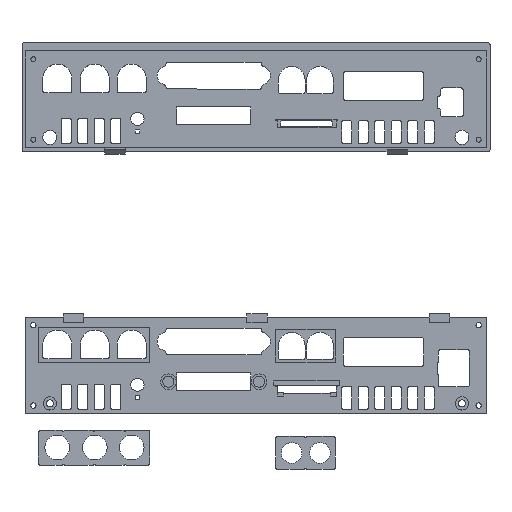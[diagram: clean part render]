
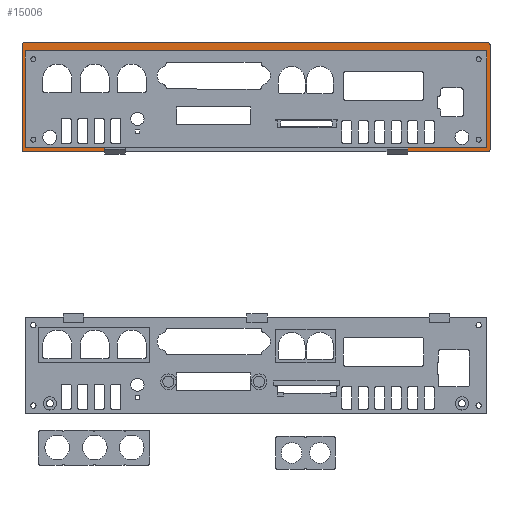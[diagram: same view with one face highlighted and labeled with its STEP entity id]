
A CAD part, top view. The second image highlights one B-rep face of the part: STEP entity #15006.
In plain terms, the highlighted planar face has unit normal (0, 0, 1).
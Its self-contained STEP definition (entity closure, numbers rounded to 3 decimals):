
#14851=CARTESIAN_POINT('',(425.041,67.965,2.));
#14852=VERTEX_POINT('',#14851);
#14859=CARTESIAN_POINT('',(463.5,67.965,2.));
#14860=VERTEX_POINT('',#14859);
#14861=CARTESIAN_POINT('',(463.5,67.965,2.));
#14862=DIRECTION('',(-1.,0.,0.));
#14863=VECTOR('',#14862,38.459);
#14864=LINE('',#14861,#14863);
#14865=EDGE_CURVE('',#14860,#14852,#14864,.T.);
#14876=CARTESIAN_POINT('',(238.,66.,2.));
#14877=DIRECTION('',(0.,0.,1.));
#14878=DIRECTION('',(1.,0.,0.));
#14879=AXIS2_PLACEMENT_3D('',#14876,#14877,#14878);
#14880=PLANE('',#14879);
#14881=CARTESIAN_POINT('',(239.5,114.965,2.));
#14882=VERTEX_POINT('',#14881);
#14883=CARTESIAN_POINT('',(463.5,114.965,2.));
#14884=VERTEX_POINT('',#14883);
#14885=CARTESIAN_POINT('',(239.5,114.965,2.));
#14886=DIRECTION('',(1.,0.,0.));
#14887=VECTOR('',#14886,224.);
#14888=LINE('',#14885,#14887);
#14889=EDGE_CURVE('',#14882,#14884,#14888,.T.);
#14890=ORIENTED_EDGE('',*,*,#14889,.T.);
#14891=CARTESIAN_POINT('',(463.5,114.965,2.));
#14892=DIRECTION('',(0.,-1.,0.));
#14893=VECTOR('',#14892,47.);
#14894=LINE('',#14891,#14893);
#14895=EDGE_CURVE('',#14884,#14860,#14894,.T.);
#14896=ORIENTED_EDGE('',*,*,#14895,.T.);
#14897=ORIENTED_EDGE('',*,*,#14865,.T.);
#14898=CARTESIAN_POINT('',(425.041,66.,2.));
#14899=VERTEX_POINT('',#14898);
#14900=CARTESIAN_POINT('',(425.041,66.,2.));
#14901=DIRECTION('',(0.,1.,0.));
#14902=VECTOR('',#14901,1.965);
#14903=LINE('',#14900,#14902);
#14904=EDGE_CURVE('',#14899,#14852,#14903,.T.);
#14905=ORIENTED_EDGE('',*,*,#14904,.F.);
#14906=CARTESIAN_POINT('',(464.,66.,2.));
#14907=VERTEX_POINT('',#14906);
#14908=CARTESIAN_POINT('',(464.,66.,2.));
#14909=DIRECTION('',(-1.,0.,0.));
#14910=VECTOR('',#14909,38.959);
#14911=LINE('',#14908,#14910);
#14912=EDGE_CURVE('',#14907,#14899,#14911,.T.);
#14913=ORIENTED_EDGE('',*,*,#14912,.F.);
#14914=CARTESIAN_POINT('',(465.,67.,2.));
#14915=VERTEX_POINT('',#14914);
#14916=CARTESIAN_POINT('',(464.,67.,2.));
#14917=DIRECTION('',(0.,0.,1.));
#14918=DIRECTION('',(1.,0.,-0.));
#14919=AXIS2_PLACEMENT_3D('',#14916,#14917,#14918);
#14920=CIRCLE('',#14919,1.);
#14921=EDGE_CURVE('',#14907,#14915,#14920,.T.);
#14922=ORIENTED_EDGE('',*,*,#14921,.T.);
#14923=CARTESIAN_POINT('',(465.,118.,2.));
#14924=VERTEX_POINT('',#14923);
#14925=CARTESIAN_POINT('',(465.,118.,2.));
#14926=DIRECTION('',(0.,-1.,0.));
#14927=VECTOR('',#14926,51.);
#14928=LINE('',#14925,#14927);
#14929=EDGE_CURVE('',#14924,#14915,#14928,.T.);
#14930=ORIENTED_EDGE('',*,*,#14929,.F.);
#14931=CARTESIAN_POINT('',(464.,119.,2.));
#14932=VERTEX_POINT('',#14931);
#14933=CARTESIAN_POINT('',(464.,118.,2.));
#14934=DIRECTION('',(0.,0.,1.));
#14935=DIRECTION('',(1.,0.,-0.));
#14936=AXIS2_PLACEMENT_3D('',#14933,#14934,#14935);
#14937=CIRCLE('',#14936,1.);
#14938=EDGE_CURVE('',#14924,#14932,#14937,.T.);
#14939=ORIENTED_EDGE('',*,*,#14938,.T.);
#14940=CARTESIAN_POINT('',(239.,119.,2.));
#14941=VERTEX_POINT('',#14940);
#14942=CARTESIAN_POINT('',(239.,119.,2.));
#14943=DIRECTION('',(1.,0.,-0.));
#14944=VECTOR('',#14943,225.);
#14945=LINE('',#14942,#14944);
#14946=EDGE_CURVE('',#14941,#14932,#14945,.T.);
#14947=ORIENTED_EDGE('',*,*,#14946,.F.);
#14948=CARTESIAN_POINT('',(238.,118.,2.));
#14949=VERTEX_POINT('',#14948);
#14950=CARTESIAN_POINT('',(239.,118.,2.));
#14951=DIRECTION('',(0.,0.,1.));
#14952=DIRECTION('',(1.,0.,-0.));
#14953=AXIS2_PLACEMENT_3D('',#14950,#14951,#14952);
#14954=CIRCLE('',#14953,1.);
#14955=EDGE_CURVE('',#14941,#14949,#14954,.T.);
#14956=ORIENTED_EDGE('',*,*,#14955,.T.);
#14957=CARTESIAN_POINT('',(238.,67.,2.));
#14958=VERTEX_POINT('',#14957);
#14959=CARTESIAN_POINT('',(238.,67.,2.));
#14960=DIRECTION('',(0.,1.,0.));
#14961=VECTOR('',#14960,51.);
#14962=LINE('',#14959,#14961);
#14963=EDGE_CURVE('',#14958,#14949,#14962,.T.);
#14964=ORIENTED_EDGE('',*,*,#14963,.F.);
#14965=CARTESIAN_POINT('',(239.,66.,2.));
#14966=VERTEX_POINT('',#14965);
#14967=CARTESIAN_POINT('',(239.,67.,2.));
#14968=DIRECTION('',(0.,0.,1.));
#14969=DIRECTION('',(1.,0.,-0.));
#14970=AXIS2_PLACEMENT_3D('',#14967,#14968,#14969);
#14971=CIRCLE('',#14970,1.);
#14972=EDGE_CURVE('',#14958,#14966,#14971,.T.);
#14973=ORIENTED_EDGE('',*,*,#14972,.T.);
#14974=CARTESIAN_POINT('',(278.043,66.,2.));
#14975=VERTEX_POINT('',#14974);
#14976=CARTESIAN_POINT('',(278.043,66.,2.));
#14977=DIRECTION('',(-1.,0.,0.));
#14978=VECTOR('',#14977,39.043);
#14979=LINE('',#14976,#14978);
#14980=EDGE_CURVE('',#14975,#14966,#14979,.T.);
#14981=ORIENTED_EDGE('',*,*,#14980,.F.);
#14982=CARTESIAN_POINT('',(278.043,67.965,2.));
#14983=VERTEX_POINT('',#14982);
#14984=CARTESIAN_POINT('',(278.043,67.965,2.));
#14985=DIRECTION('',(0.,-1.,0.));
#14986=VECTOR('',#14985,1.965);
#14987=LINE('',#14984,#14986);
#14988=EDGE_CURVE('',#14983,#14975,#14987,.T.);
#14989=ORIENTED_EDGE('',*,*,#14988,.F.);
#14990=CARTESIAN_POINT('',(239.5,67.965,2.));
#14991=VERTEX_POINT('',#14990);
#14992=CARTESIAN_POINT('',(278.043,67.965,2.));
#14993=DIRECTION('',(-1.,0.,0.));
#14994=VECTOR('',#14993,38.543);
#14995=LINE('',#14992,#14994);
#14996=EDGE_CURVE('',#14983,#14991,#14995,.T.);
#14997=ORIENTED_EDGE('',*,*,#14996,.T.);
#14998=CARTESIAN_POINT('',(239.5,67.965,2.));
#14999=DIRECTION('',(-0.,1.,0.));
#15000=VECTOR('',#14999,47.);
#15001=LINE('',#14998,#15000);
#15002=EDGE_CURVE('',#14991,#14882,#15001,.T.);
#15003=ORIENTED_EDGE('',*,*,#15002,.T.);
#15004=EDGE_LOOP('',(#14890,#14896,#14897,#14905,#14913,#14922,#14930,#14939,#14947,#14956,#14964,#14973,#14981,#14989,#14997,#15003));
#15005=FACE_BOUND('',#15004,.T.);
#15006=ADVANCED_FACE('',(#15005),#14880,.T.);
